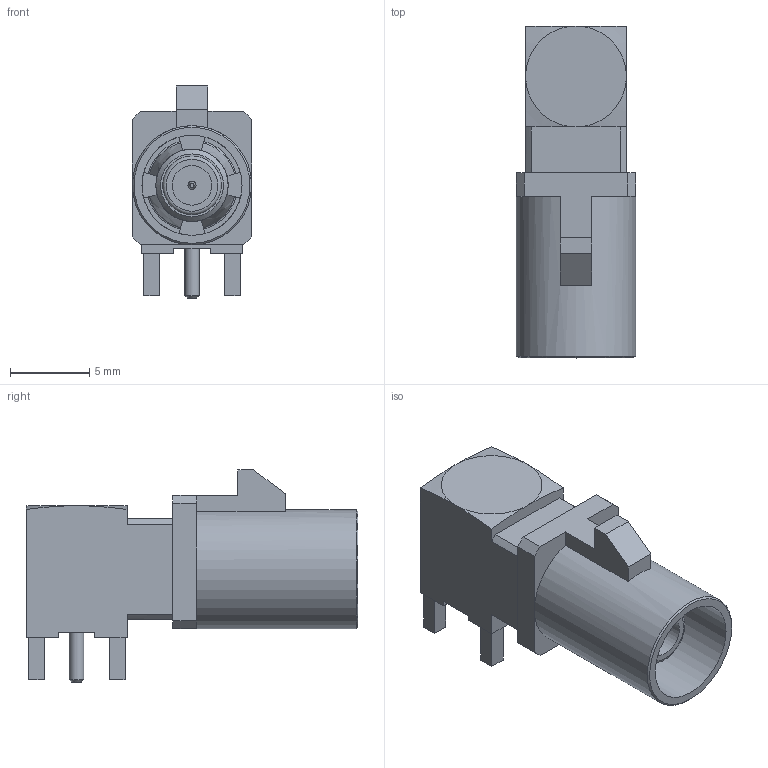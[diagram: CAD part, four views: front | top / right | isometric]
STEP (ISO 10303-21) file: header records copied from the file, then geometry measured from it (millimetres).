
FILE_DESCRIPTION(/* description */ (''),/* implementation_level */ '2;1');
FILE_NAME(/* name */ 'Molex_734036510_Fakra.step',/* time_stamp */ '2022-06-07T07:57:48-04:00',/* author */ (''),/* organization */ (''),/* preprocessor_version */ 'ST-DEVELOPER v18.1',/* originating_system */ 'Autodesk Translation Framework v10.14.0.1471',/* authorisation */ '');
FILE_SCHEMA (('AUTOMOTIVE_DESIGN { 1 0 10303 214 3 1 1 }'));
Length unit declared in the file: millimetre
Products named in the file (1): Molex_734036510_Fakra
Bounding box: 7.5 x 20.88 x 13.34 mm (x, y, z)
Volume: 772.5 mm3; surface area: 1203.2 mm2
Topology: 1 solids, 1 shells, 145 faces, 388 edges, 252 vertices
Faces by surface type: plane 99, cylinder 23, cone 18, torus 5
Full cylindrical faces by diameter (mm): 0.508 x1, 0.92 x1, 2.5 x1, 3 x1, 3.685 x2, 4.55 x2, 6.299 x1, 6.3 x1, 7.5 x1
Entity records: 4749 total; most frequent: CARTESIAN_POINT 897, DIRECTION 781, ORIENTED_EDGE 776, EDGE_CURVE 388, LINE 267, VECTOR 267, AXIS2_PLACEMENT_3D 257, VERTEX_POINT 252
